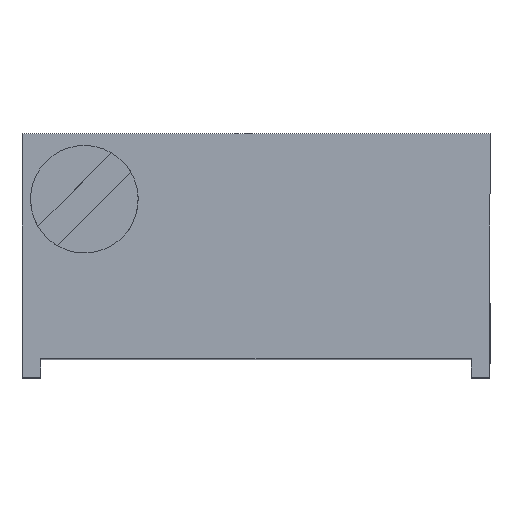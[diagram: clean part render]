
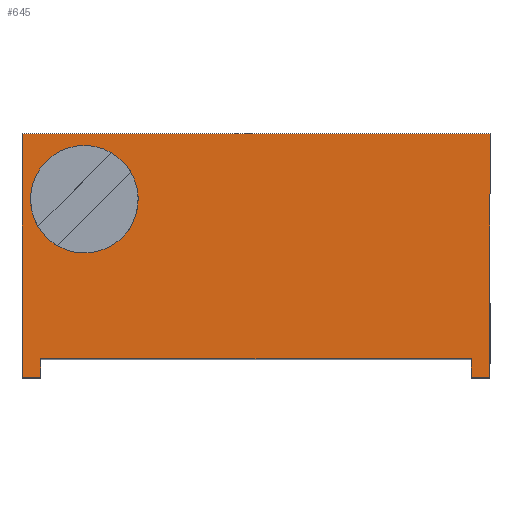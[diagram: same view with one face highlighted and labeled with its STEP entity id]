
A CAD part, top view. The second image highlights one B-rep face of the part: STEP entity #645.
In plain terms, the highlighted free-form (B-spline) face has degree [1, 1] with [2, 2] control points.
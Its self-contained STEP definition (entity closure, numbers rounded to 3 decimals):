
#223=CARTESIAN_POINT('',(4.385,-2.095,10.03));
#224=VERTEX_POINT('',#223);
#231=CARTESIAN_POINT('',(-4.385,-2.095,10.03));
#232=VERTEX_POINT('',#231);
#233=CARTESIAN_POINT('',(4.385,-2.095,10.03));
#234=DIRECTION('',(-1.0,0.0,0.0));
#235=VECTOR('',#234,8.77);
#236=LINE('',#233,#235);
#237=EDGE_CURVE('',#224,#232,#236,.T.);
#293=CARTESIAN_POINT('',(4.765,2.485,10.03));
#294=VERTEX_POINT('',#293);
#301=CARTESIAN_POINT('',(4.765,-2.475,10.03));
#302=VERTEX_POINT('',#301);
#303=CARTESIAN_POINT('',(4.765,2.485,10.03));
#304=DIRECTION('',(0.0,-1.0,0.0));
#305=VECTOR('',#304,4.96);
#306=LINE('',#303,#305);
#307=EDGE_CURVE('',#294,#302,#306,.T.);
#462=CARTESIAN_POINT('',(-4.765,2.485,10.03));
#463=VERTEX_POINT('',#462);
#470=CARTESIAN_POINT('',(4.765,2.485,10.03));
#471=DIRECTION('',(-1.0,0.0,0.0));
#472=VECTOR('',#471,9.53);
#473=LINE('',#470,#472);
#474=EDGE_CURVE('',#294,#463,#473,.T.);
#496=CARTESIAN_POINT('',(-4.765,-2.475,10.03));
#497=VERTEX_POINT('',#496);
#504=CARTESIAN_POINT('',(-4.765,-2.475,10.03));
#505=DIRECTION('',(0.0,1.0,0.0));
#506=VECTOR('',#505,4.96);
#507=LINE('',#504,#506);
#508=EDGE_CURVE('',#497,#463,#507,.T.);
#522=CARTESIAN_POINT('',(4.385,-2.475,10.03));
#523=VERTEX_POINT('',#522);
#539=CARTESIAN_POINT('',(4.765,-2.475,10.03));
#540=DIRECTION('',(-1.0,0.0,0.0));
#541=VECTOR('',#540,0.38);
#542=LINE('',#539,#541);
#543=EDGE_CURVE('',#302,#523,#542,.T.);
#573=CARTESIAN_POINT('',(4.385,-2.475,10.03));
#574=DIRECTION('',(0.0,1.0,0.0));
#575=VECTOR('',#574,0.38);
#576=LINE('',#573,#575);
#577=EDGE_CURVE('',#523,#224,#576,.T.);
#600=CARTESIAN_POINT('',(-4.385,-2.475,10.03));
#601=VERTEX_POINT('',#600);
#602=CARTESIAN_POINT('',(-4.385,-2.475,10.03));
#603=DIRECTION('',(0.0,1.0,0.0));
#604=VECTOR('',#603,0.38);
#605=LINE('',#602,#604);
#606=EDGE_CURVE('',#601,#232,#605,.T.);
#625=CARTESIAN_POINT('',(4.765,2.485,10.03));
#626=CARTESIAN_POINT('',(4.765,-2.475,10.03));
#627=CARTESIAN_POINT('',(-4.765,2.485,10.03));
#628=CARTESIAN_POINT('',(-4.765,-2.475,10.03));
#629=B_SPLINE_SURFACE_WITH_KNOTS('',1,1,((#625,#627),(#626,#628)),.UNSPECIFIED.,.F.,.F.,.U.,(2,2),(2,2),(0.0,4.96),(0.0,9.53),.UNSPECIFIED.);
#630=ORIENTED_EDGE('',*,*,#474,.T.);
#631=ORIENTED_EDGE('',*,*,#508,.F.);
#632=CARTESIAN_POINT('',(-4.765,-2.475,10.03));
#633=DIRECTION('',(1.0,0.0,0.0));
#634=VECTOR('',#633,0.38);
#635=LINE('',#632,#634);
#636=EDGE_CURVE('',#497,#601,#635,.T.);
#637=ORIENTED_EDGE('',*,*,#636,.T.);
#638=ORIENTED_EDGE('',*,*,#606,.T.);
#639=ORIENTED_EDGE('',*,*,#237,.F.);
#640=ORIENTED_EDGE('',*,*,#577,.F.);
#641=ORIENTED_EDGE('',*,*,#543,.F.);
#642=ORIENTED_EDGE('',*,*,#307,.F.);
#643=EDGE_LOOP('',(#630,#631,#637,#638,#639,#640,#641,#642));
#644=FACE_OUTER_BOUND('',#643,.T.);
#645=ADVANCED_FACE('',(#644),#629,.F.);
